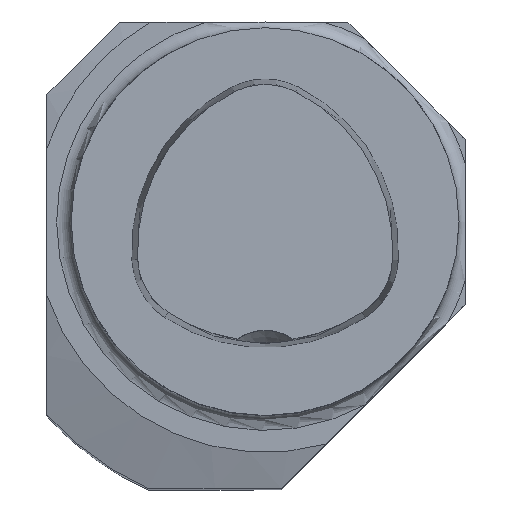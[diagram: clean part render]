
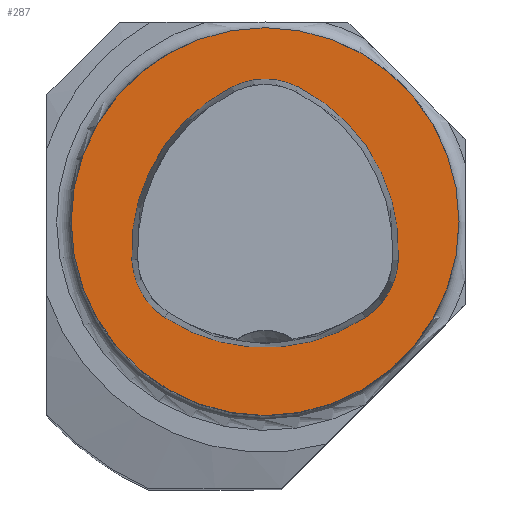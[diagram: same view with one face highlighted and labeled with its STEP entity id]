
A CAD part, top view. The second image highlights one B-rep face of the part: STEP entity #287.
In plain terms, the highlighted planar face has unit normal (0, 0, 1).
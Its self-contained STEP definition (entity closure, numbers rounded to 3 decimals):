
#287=ADVANCED_FACE('',(#706,#707),#408,.T.);
#408=PLANE('',#2075);
#706=FACE_BOUND('',#787,.T.);
#707=FACE_BOUND('',#788,.T.);
#787=EDGE_LOOP('',(#1004));
#788=EDGE_LOOP('',(#1005,#1006,#1007,#1008,#1009,#1010));
#1004=ORIENTED_EDGE('',*,*,#1692,.F.);
#1005=ORIENTED_EDGE('',*,*,#1665,.F.);
#1006=ORIENTED_EDGE('',*,*,#1667,.F.);
#1007=ORIENTED_EDGE('',*,*,#1655,.F.);
#1008=ORIENTED_EDGE('',*,*,#1651,.F.);
#1009=ORIENTED_EDGE('',*,*,#1659,.F.);
#1010=ORIENTED_EDGE('',*,*,#1662,.F.);
#1473=VERTEX_POINT('',#2883);
#1474=VERTEX_POINT('',#2885);
#1477=VERTEX_POINT('',#2893);
#1479=VERTEX_POINT('',#2899);
#1481=VERTEX_POINT('',#2905);
#1483=VERTEX_POINT('',#2911);
#1500=VERTEX_POINT('',#2971);
#1651=EDGE_CURVE('',#1473,#1474,#1913,.T.);
#1655=EDGE_CURVE('',#1474,#1477,#1916,.T.);
#1659=EDGE_CURVE('',#1479,#1473,#1918,.T.);
#1662=EDGE_CURVE('',#1481,#1479,#1920,.T.);
#1665=EDGE_CURVE('',#1483,#1481,#1922,.T.);
#1667=EDGE_CURVE('',#1477,#1483,#1924,.T.);
#1692=EDGE_CURVE('',#1500,#1500,#1925,.T.);
#1913=CIRCLE('',#2035,15.063);
#1916=CIRCLE('',#2039,6.063);
#1918=CIRCLE('',#2042,6.063);
#1920=CIRCLE('',#2045,15.063);
#1922=CIRCLE('',#2048,6.063);
#1924=CIRCLE('',#2051,15.063);
#1925=CIRCLE('',#2074,16.);
#2035=AXIS2_PLACEMENT_3D('',#2884,#2286,#2287);
#2039=AXIS2_PLACEMENT_3D('',#2892,#2295,#2296);
#2042=AXIS2_PLACEMENT_3D('',#2900,#2303,#2304);
#2045=AXIS2_PLACEMENT_3D('',#2906,#2310,#2311);
#2048=AXIS2_PLACEMENT_3D('',#2912,#2317,#2318);
#2051=AXIS2_PLACEMENT_3D('',#2915,#2323,#2324);
#2074=AXIS2_PLACEMENT_3D('',#2970,#2385,#2386);
#2075=AXIS2_PLACEMENT_3D('',#2972,#2387,#2388);
#2286=DIRECTION('',(0.,0.,1.));
#2287=DIRECTION('',(1.,0.,0.));
#2295=DIRECTION('',(0.,0.,1.));
#2296=DIRECTION('',(1.,0.,0.));
#2303=DIRECTION('',(0.,0.,1.));
#2304=DIRECTION('',(1.,0.,0.));
#2310=DIRECTION('',(0.,0.,1.));
#2311=DIRECTION('',(1.,0.,0.));
#2317=DIRECTION('',(0.,0.,1.));
#2318=DIRECTION('',(1.,0.,0.));
#2323=DIRECTION('',(0.,0.,1.));
#2324=DIRECTION('',(1.,0.,0.));
#2385=DIRECTION('',(0.,0.,-1.));
#2386=DIRECTION('',(-1.,0.,0.));
#2387=DIRECTION('',(0.,0.,1.));
#2388=DIRECTION('',(0.,1.,0.));
#2883=CARTESIAN_POINT('',(-8.262,-7.919,0.));
#2884=CARTESIAN_POINT('',(0.,4.675,0.));
#2885=CARTESIAN_POINT('',(8.262,-7.919,0.));
#2892=CARTESIAN_POINT('',(4.936,-2.85,0.));
#2893=CARTESIAN_POINT('',(10.989,-3.195,0.));
#2899=CARTESIAN_POINT('',(-10.989,-3.195,0.));
#2900=CARTESIAN_POINT('',(-4.936,-2.85,0.));
#2905=CARTESIAN_POINT('',(-2.728,11.115,0.));
#2906=CARTESIAN_POINT('',(4.049,-2.338,0.));
#2911=CARTESIAN_POINT('',(2.728,11.115,0.));
#2912=CARTESIAN_POINT('',(0.,5.7,0.));
#2915=CARTESIAN_POINT('',(-4.049,-2.338,0.));
#2970=CARTESIAN_POINT('',(0.,0.,0.));
#2971=CARTESIAN_POINT('',(-16.,0.,0.));
#2972=CARTESIAN_POINT('',(-8.,0.,0.));
